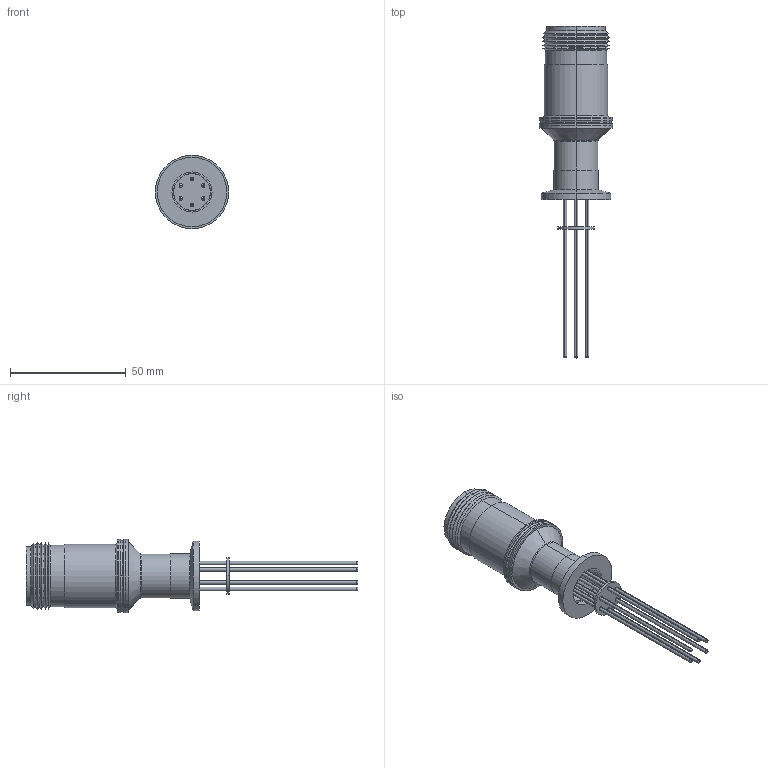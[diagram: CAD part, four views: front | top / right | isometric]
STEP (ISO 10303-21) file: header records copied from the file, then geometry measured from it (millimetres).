
FILE_DESCRIPTION (( 'STEP AP203' ), '1' );
FILE_NAME ('A3506-1-QF.STEP', '2013-03-26T12:30:46', ( '' ), ( '' ), 'SwSTEP 2.0', 'SolidWorks 2012', '' );
FILE_SCHEMA (( 'CONFIG_CONTROL_DESIGN' ));
Length unit declared in the file: inch
Products named in the file (1): A3506-1-QF
Bounding box: 31.75 x 143.38 x 31.75 mm (x, y, z)
Volume: 14653.8 mm3; surface area: 27016.2 mm2
Topology: 25 solids, 25 shells, 354 faces, 760 edges, 483 vertices
Faces by surface type: cylinder 164, plane 89, cone 51, torus 50
Entity records: 10085 total; most frequent: DIRECTION 1947, CARTESIAN_POINT 1814, ORIENTED_EDGE 1520, AXIS2_PLACEMENT_3D 856, EDGE_CURVE 760, CIRCLE 501, VERTEX_POINT 483, EDGE_LOOP 439
